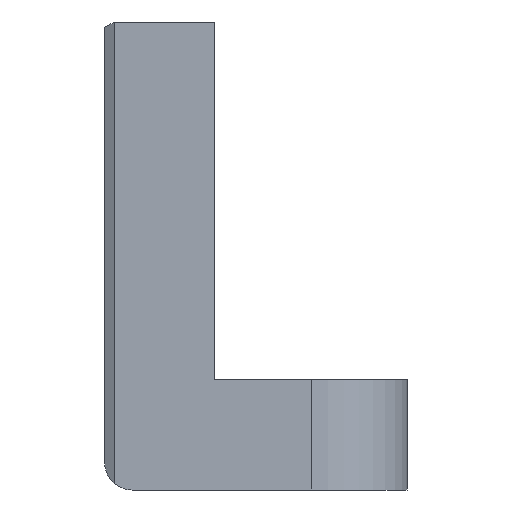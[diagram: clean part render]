
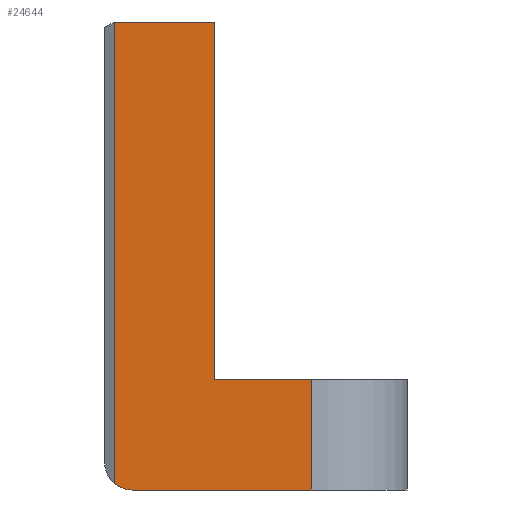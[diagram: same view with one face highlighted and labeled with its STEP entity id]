
A CAD part, front view. The second image highlights one B-rep face of the part: STEP entity #24644.
In plain terms, the highlighted planar face has unit normal (0, -1, 0).
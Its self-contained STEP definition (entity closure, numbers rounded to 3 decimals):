
#228 = VECTOR ( 'NONE', #2267, 1000. ) ;
#1529 = CARTESIAN_POINT ( 'NONE',  ( -50.198, -36.987, 17. ) ) ;
#1574 = LINE ( 'NONE', #31715, #14271 ) ;
#2047 = CARTESIAN_POINT ( 'NONE',  ( 0., -36.987, 17. ) ) ;
#2267 = DIRECTION ( 'NONE',  ( 1., 0., 0. ) ) ;
#2365 = DIRECTION ( 'NONE',  ( 0., 1., 0. ) ) ;
#3142 = EDGE_CURVE ( 'NONE', #10358, #12616, #21403, .T. ) ;
#5094 = DIRECTION ( 'NONE',  ( 1., 0., 0. ) ) ;
#5286 = PLANE ( 'NONE',  #8057 ) ;
#5418 = LINE ( 'NONE', #2047, #228 ) ;
#6379 = EDGE_CURVE ( 'NONE', #7854, #37835, #1574, .T. ) ;
#7703 = ORIENTED_EDGE ( 'NONE', *, *, #6379, .T. ) ;
#7824 = VECTOR ( 'NONE', #26380, 1000. ) ;
#7854 = VERTEX_POINT ( 'NONE', #12040 ) ;
#8057 = AXIS2_PLACEMENT_3D ( 'NONE', #39463, #2365, #18788 ) ;
#9420 = CIRCLE ( 'NONE', #40978, 1. ) ;
#10358 = VERTEX_POINT ( 'NONE', #37584 ) ;
#11181 = ORIENTED_EDGE ( 'NONE', *, *, #15435, .F. ) ;
#11225 = ORIENTED_EDGE ( 'NONE', *, *, #15771, .F. ) ;
#12040 = CARTESIAN_POINT ( 'NONE',  ( -53.851, -36.987, 17. ) ) ;
#12616 = VERTEX_POINT ( 'NONE', #24997 ) ;
#12801 = VECTOR ( 'NONE', #5094, 1000. ) ;
#13263 = DIRECTION ( 'NONE',  ( 0., -1., 0. ) ) ;
#13701 = VECTOR ( 'NONE', #18560, 1000. ) ;
#14176 = ORIENTED_EDGE ( 'NONE', *, *, #23583, .F. ) ;
#14271 = VECTOR ( 'NONE', #24751, 1000. ) ;
#14457 = EDGE_CURVE ( 'NONE', #17992, #37178, #32301, .T. ) ;
#15005 = CARTESIAN_POINT ( 'NONE',  ( 0., -36.987, 0. ) ) ;
#15435 = EDGE_CURVE ( 'NONE', #26664, #10358, #36041, .T. ) ;
#15609 = CARTESIAN_POINT ( 'NONE',  ( -53.198, -36.987, 0. ) ) ;
#15771 = EDGE_CURVE ( 'NONE', #7854, #26664, #5418, .T. ) ;
#16907 = DIRECTION ( 'NONE',  ( 1., 0., 0. ) ) ;
#17992 = VERTEX_POINT ( 'NONE', #15609 ) ;
#18560 = DIRECTION ( 'NONE',  ( 0., 0., -1. ) ) ;
#18788 = DIRECTION ( 'NONE',  ( -1., 0., 0. ) ) ;
#21281 = VECTOR ( 'NONE', #16907, 1000. ) ;
#21403 = LINE ( 'NONE', #27696, #21281 ) ;
#21941 = LINE ( 'NONE', #22815, #13701 ) ;
#22168 = CARTESIAN_POINT ( 'NONE',  ( -46.698, -36.987, 0. ) ) ;
#22209 = ORIENTED_EDGE ( 'NONE', *, *, #27898, .T. ) ;
#22815 = CARTESIAN_POINT ( 'NONE',  ( -46.698, -36.987, 17. ) ) ;
#23583 = EDGE_CURVE ( 'NONE', #12616, #37178, #21941, .T. ) ;
#23825 = DIRECTION ( 'NONE',  ( -1., 0., 0. ) ) ;
#24644 = ADVANCED_FACE ( 'NONE', ( #33161 ), #5286, .F. ) ;
#24751 = DIRECTION ( 'NONE',  ( 0., 0., -1. ) ) ;
#24997 = CARTESIAN_POINT ( 'NONE',  ( -46.698, -36.987, 4. ) ) ;
#26266 = CARTESIAN_POINT ( 'NONE',  ( -53.851, -36.987, 0.243 ) ) ;
#26380 = DIRECTION ( 'NONE',  ( 0., 0., -1. ) ) ;
#26664 = VERTEX_POINT ( 'NONE', #1529 ) ;
#27696 = CARTESIAN_POINT ( 'NONE',  ( 0., -36.987, 4. ) ) ;
#27898 = EDGE_CURVE ( 'NONE', #37835, #17992, #9420, .T. ) ;
#28182 = EDGE_LOOP ( 'NONE', ( #7703, #22209, #41951, #14176, #43126, #11181, #11225 ) ) ;
#31715 = CARTESIAN_POINT ( 'NONE',  ( -53.851, -36.987, 17. ) ) ;
#32301 = LINE ( 'NONE', #15005, #12801 ) ;
#33161 = FACE_OUTER_BOUND ( 'NONE', #28182, .T. ) ;
#33946 = CARTESIAN_POINT ( 'NONE',  ( -53.198, -36.987, 1. ) ) ;
#36041 = LINE ( 'NONE', #40298, #7824 ) ;
#37178 = VERTEX_POINT ( 'NONE', #22168 ) ;
#37584 = CARTESIAN_POINT ( 'NONE',  ( -50.198, -36.987, 4. ) ) ;
#37835 = VERTEX_POINT ( 'NONE', #26266 ) ;
#39463 = CARTESIAN_POINT ( 'NONE',  ( 0., -36.987, 17. ) ) ;
#40298 = CARTESIAN_POINT ( 'NONE',  ( -50.198, -36.987, 17. ) ) ;
#40978 = AXIS2_PLACEMENT_3D ( 'NONE', #33946, #13263, #23825 ) ;
#41951 = ORIENTED_EDGE ( 'NONE', *, *, #14457, .T. ) ;
#43126 = ORIENTED_EDGE ( 'NONE', *, *, #3142, .F. ) ;
